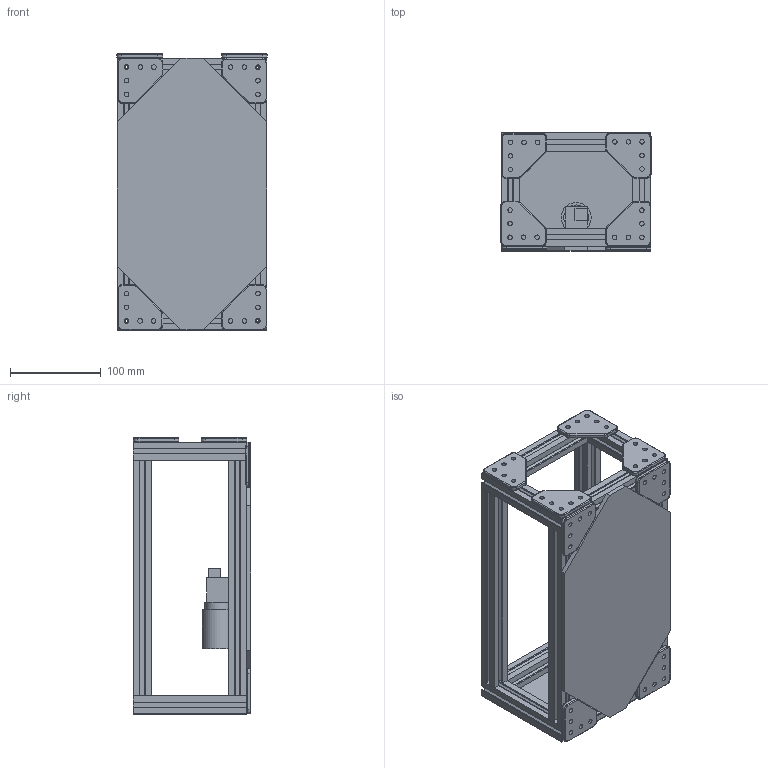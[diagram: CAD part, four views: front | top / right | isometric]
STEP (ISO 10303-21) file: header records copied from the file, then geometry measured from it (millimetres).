
FILE_DESCRIPTION(/* description */ ('STEP AP242','CAx-IF Rec.Pracs.---Representation and Presentation of Product Manufacturing Information (PMI)---4.0---2014-10-13','CAx-IF Rec.Pracs.---3D Tessellated Geometry---0.4---2014-09-14','2;1'),/* implementation_level */ '2;1');
FILE_NAME(/* name */ '685dd6e49f905665aada5335',/* time_stamp */ '2025-06-26T23:25:24Z',/* author */ (''),/* organization */ (''),/* preprocessor_version */ 'ST-DEVELOPER v20',/* originating_system */ 'ONSHAPE BY PTC INC, 1.199',/* authorisation */ ' ');
FILE_SCHEMA (('AP242_MANAGED_MODEL_BASED_3D_ENGINEERING_MIM_LF { 1 0 10303 442 1 1 4 }'));
Length unit declared in the file: metre
Products named in the file (7): Assembly 1; Height Extrusion; Length Extrusion; Corner; Part 1; Part 2
Assembly tree (24 placements, depth 2):
  Assembly 1
    Height Extrusion  x9
    Length Extrusion  x4
    Corner  x8
    Part 1
    Part 2
    Part 1
Bounding box: 165.69 x 130.15 x 305.5 mm (x, y, z)
Volume: 723785.7 mm3; surface area: 566605.6 mm2
Topology: 24 solids, 24 shells, 1152 faces, 3141 edges, 2038 vertices
Faces by surface type: plane 585, cylinder 487, torus 80
Full cylindrical faces by diameter (mm): 2.8 x13, 5 x40, 27.7 x1, 33 x1
Entity records: 6613 total; most frequent: DIRECTION 1134, CARTESIAN_POINT 1093, ORIENTED_EDGE 1046, EDGE_CURVE 523, AXIS2_PLACEMENT_3D 386, LINE 362, VECTOR 362, VERTEX_POINT 345
